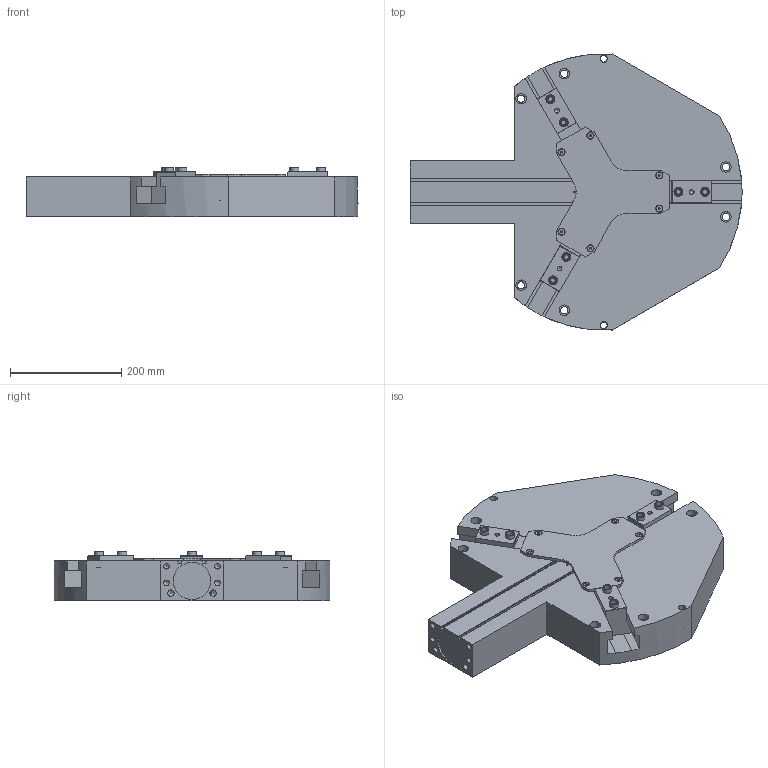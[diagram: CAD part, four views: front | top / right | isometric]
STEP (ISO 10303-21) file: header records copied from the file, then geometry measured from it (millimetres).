
FILE_DESCRIPTION(/* description */ (''),/* implementation_level */ '2;1');
FILE_NAME(/* name */ 'MCL 63 C2.stp',/* time_stamp */ '2017-12-11T09:18:24+01:00',/* author */ ('Tecnico'),/* organization */ (''),/* preprocessor_version */ 'ST-DEVELOPER v16.13',/* originating_system */ 'Autodesk Inventor 2018',/* authorisation */ '');
FILE_SCHEMA (('AUTOMOTIVE_DESIGN { 1 0 10303 214 3 1 1 }'));
Length unit declared in the file: millimetre
Products named in the file (6): MCL 63 C2; MCL 63 C2 CORPO; MCL 63 GRIFFA; MCL 63 COPERCHIO; ISO 10642 - M6 x  16; BOCCOLE CENTRAGGIO
Assembly tree (17 placements, depth 2):
  MCL 63 C2
    MCL 63 C2 CORPO
    MCL 63 GRIFFA  x3
    MCL 63 COPERCHIO
    ISO 10642 - M6 x  16  x6
    BOCCOLE CENTRAGGIO  x6
Bounding box: 597.95 x 497.03 x 89.7 mm (x, y, z)
Volume: 12750180.3 mm3; surface area: 865741.6 mm2
Topology: 17 solids, 17 shells, 373 faces, 904 edges, 583 vertices
Faces by surface type: plane 218, cylinder 88, cone 67
Full cylindrical faces by diameter (mm): 3.242 x1, 4.917 x6, 6 x6, 6.5 x6, 6.647 x2, 8.376 x9, 10.106 x4, 11.34 x6, 11.445 x2, 12 x8, 13 x8, 16 x12, 19 x6, 67 x1
Entity records: 6014 total; most frequent: DIRECTION 1032, CARTESIAN_POINT 1009, ORIENTED_EDGE 850, EDGE_CURVE 425, AXIS2_PLACEMENT_3D 388, EDGE_LOOP 325, VERTEX_POINT 318, LINE 256
